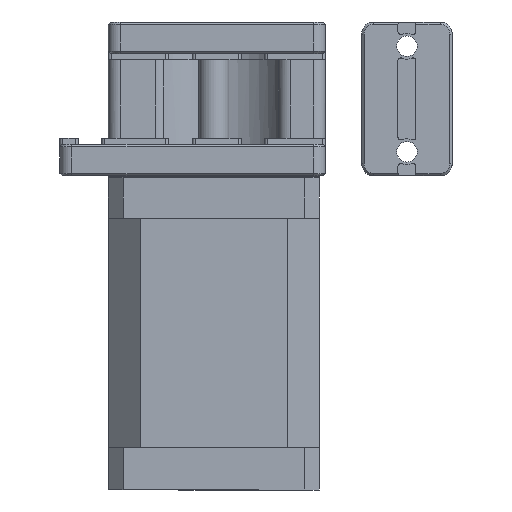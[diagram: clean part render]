
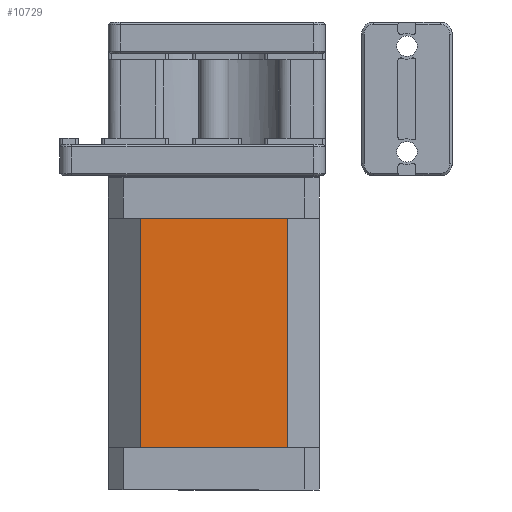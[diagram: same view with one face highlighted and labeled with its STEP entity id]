
A CAD part, left-side view. The second image highlights one B-rep face of the part: STEP entity #10729.
In plain terms, the highlighted planar face has unit normal (-1, 0, 0).
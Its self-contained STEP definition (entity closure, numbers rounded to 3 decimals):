
#1600=FACE_OUTER_BOUND('',#2261,.T.);
#2261=EDGE_LOOP('',(#8529,#8530,#8531,#8532));
#3053=LINE('',#17583,#3932);
#3054=LINE('',#17585,#3933);
#3055=LINE('',#17587,#3934);
#3056=LINE('',#17588,#3935);
#3932=VECTOR('',#13883,1000.);
#3933=VECTOR('',#13884,1000.);
#3934=VECTOR('',#13885,1000.);
#3935=VECTOR('',#13886,1000.);
#4876=VERTEX_POINT('',#17581);
#4877=VERTEX_POINT('',#17582);
#4878=VERTEX_POINT('',#17584);
#4879=VERTEX_POINT('',#17586);
#6166=EDGE_CURVE('',#4876,#4877,#3053,.T.);
#6167=EDGE_CURVE('',#4878,#4877,#3054,.T.);
#6168=EDGE_CURVE('',#4879,#4878,#3055,.T.);
#6169=EDGE_CURVE('',#4876,#4879,#3056,.T.);
#8529=ORIENTED_EDGE('',*,*,#6166,.T.);
#8530=ORIENTED_EDGE('',*,*,#6167,.F.);
#8531=ORIENTED_EDGE('',*,*,#6168,.F.);
#8532=ORIENTED_EDGE('',*,*,#6169,.F.);
#10297=PLANE('',#11646);
#10729=ADVANCED_FACE('',(#1600),#10297,.F.);
#11646=AXIS2_PLACEMENT_3D('',#17580,#13881,#13882);
#13881=DIRECTION('center_axis',(1.,0.,0.));
#13882=DIRECTION('ref_axis',(0.,0.,-1.));
#13883=DIRECTION('',(0.,1.,0.));
#13884=DIRECTION('',(0.,0.,1.));
#13885=DIRECTION('',(0.,1.,0.));
#13886=DIRECTION('',(0.,0.,-1.));
#17580=CARTESIAN_POINT('Origin',(0.,18.,0.));
#17581=CARTESIAN_POINT('',(0.,-20.,-5.302));
#17582=CARTESIAN_POINT('',(0.,18.,-5.302));
#17583=CARTESIAN_POINT('',(0.,0.,-5.302));
#17584=CARTESIAN_POINT('',(0.,18.,-29.698));
#17585=CARTESIAN_POINT('',(0.,18.,0.));
#17586=CARTESIAN_POINT('',(0.,-20.,-29.698));
#17587=CARTESIAN_POINT('',(0.,0.,-29.698));
#17588=CARTESIAN_POINT('',(0.,-20.,-5.302));
